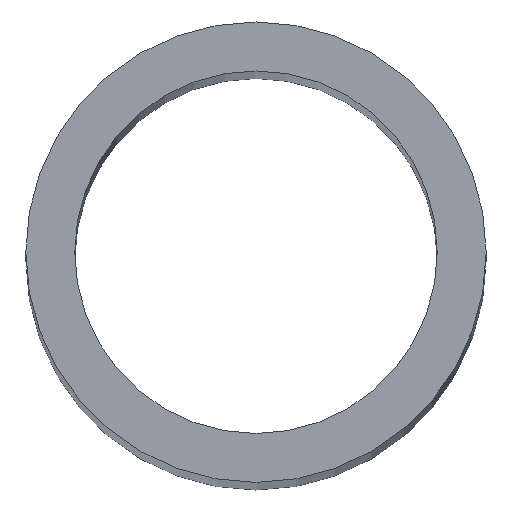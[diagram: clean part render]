
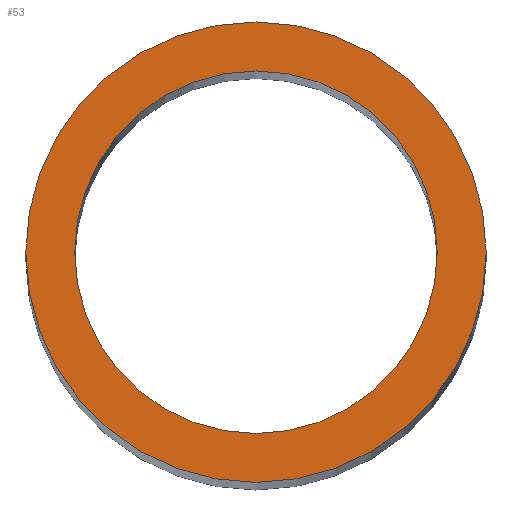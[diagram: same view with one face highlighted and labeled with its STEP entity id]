
A CAD part, top view. The second image highlights one B-rep face of the part: STEP entity #53.
In plain terms, the highlighted planar face has unit normal (0, 0, 1).
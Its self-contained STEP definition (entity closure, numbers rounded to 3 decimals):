
#1 = CARTESIAN_POINT ( 'NONE',  ( 0., 0., 30. ) ) ;
#4 = ORIENTED_EDGE ( 'NONE', *, *, #105, .F. ) ;
#7 = CARTESIAN_POINT ( 'NONE',  ( 0., 0., 30. ) ) ;
#8 = CARTESIAN_POINT ( 'NONE',  ( 0., 0., 30. ) ) ;
#9 = DIRECTION ( 'NONE',  ( 0., 0., 1. ) ) ;
#10 = EDGE_CURVE ( 'NONE', #93, #137, #92, .T. ) ;
#11 = AXIS2_PLACEMENT_3D ( 'NONE', #172, #84, #63 ) ;
#18 = VERTEX_POINT ( 'NONE', #94 ) ;
#20 = EDGE_LOOP ( 'NONE', ( #121, #4 ) ) ;
#25 = CIRCLE ( 'NONE', #153, 1.25 ) ;
#31 = DIRECTION ( 'NONE',  ( 0., 0., 1. ) ) ;
#37 = DIRECTION ( 'NONE',  ( 1., 0., 0. ) ) ;
#48 = VERTEX_POINT ( 'NONE', #174 ) ;
#51 = FACE_BOUND ( 'NONE', #20, .T. ) ;
#53 = ADVANCED_FACE ( 'NONE', ( #82, #51 ), #95, .T. ) ;
#63 = DIRECTION ( 'NONE',  ( 1., 0., 0. ) ) ;
#72 = DIRECTION ( 'NONE',  ( 1., 0., 0. ) ) ;
#77 = EDGE_CURVE ( 'NONE', #137, #93, #157, .T. ) ;
#80 = ORIENTED_EDGE ( 'NONE', *, *, #10, .T. ) ;
#82 = FACE_OUTER_BOUND ( 'NONE', #106, .T. ) ;
#84 = DIRECTION ( 'NONE',  ( 0., 0., 1. ) ) ;
#92 = CIRCLE ( 'NONE', #11, 1.587 ) ;
#93 = VERTEX_POINT ( 'NONE', #162 ) ;
#94 = CARTESIAN_POINT ( 'NONE',  ( 1.25, 0., 30. ) ) ;
#95 = PLANE ( 'NONE',  #193 ) ;
#100 = DIRECTION ( 'NONE',  ( 1., 0., 0. ) ) ;
#105 = EDGE_CURVE ( 'NONE', #18, #48, #109, .T. ) ;
#106 = EDGE_LOOP ( 'NONE', ( #139, #80 ) ) ;
#109 = CIRCLE ( 'NONE', #130, 1.25 ) ;
#114 = DIRECTION ( 'NONE',  ( 0., 0., 1. ) ) ;
#119 = CARTESIAN_POINT ( 'NONE',  ( -1.587, 0., 30. ) ) ;
#121 = ORIENTED_EDGE ( 'NONE', *, *, #136, .F. ) ;
#130 = AXIS2_PLACEMENT_3D ( 'NONE', #7, #9, #100 ) ;
#136 = EDGE_CURVE ( 'NONE', #48, #18, #25, .T. ) ;
#137 = VERTEX_POINT ( 'NONE', #119 ) ;
#139 = ORIENTED_EDGE ( 'NONE', *, *, #77, .T. ) ;
#149 = DIRECTION ( 'NONE',  ( 0., 0., 1. ) ) ;
#153 = AXIS2_PLACEMENT_3D ( 'NONE', #8, #149, #72 ) ;
#157 = CIRCLE ( 'NONE', #177, 1.587 ) ;
#162 = CARTESIAN_POINT ( 'NONE',  ( 1.587, 0., 30. ) ) ;
#171 = CARTESIAN_POINT ( 'NONE',  ( 0., 0., 30. ) ) ;
#172 = CARTESIAN_POINT ( 'NONE',  ( 0., 0., 30. ) ) ;
#174 = CARTESIAN_POINT ( 'NONE',  ( -1.25, 0., 30. ) ) ;
#177 = AXIS2_PLACEMENT_3D ( 'NONE', #1, #31, #180 ) ;
#180 = DIRECTION ( 'NONE',  ( 1., 0., 0. ) ) ;
#193 = AXIS2_PLACEMENT_3D ( 'NONE', #171, #114, #37 ) ;
